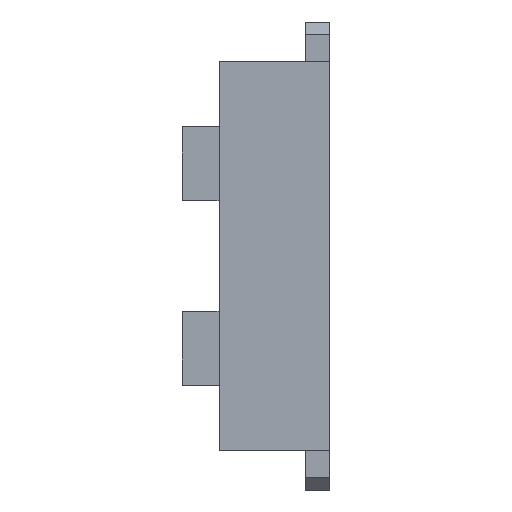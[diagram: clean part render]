
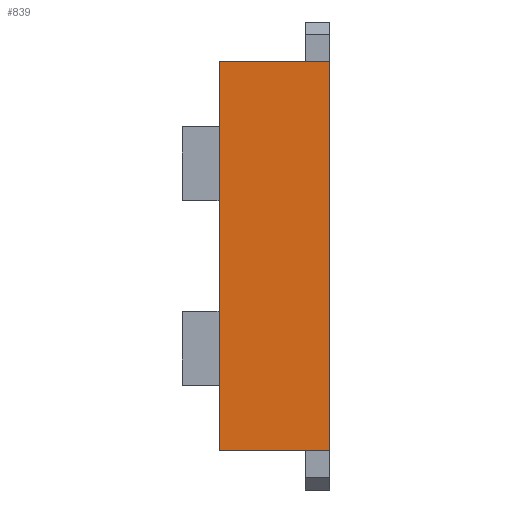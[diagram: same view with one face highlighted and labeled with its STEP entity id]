
A CAD part, left-side view. The second image highlights one B-rep face of the part: STEP entity #839.
In plain terms, the highlighted planar face has unit normal (-1, 0, 0).
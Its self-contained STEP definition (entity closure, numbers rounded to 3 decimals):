
#116 = ORIENTED_EDGE ( 'NONE', *, *, #2651, .T. ) ;
#136 = CARTESIAN_POINT ( 'NONE',  ( -12.662, 9., -15.8 ) ) ;
#195 = EDGE_CURVE ( 'NONE', #558, #1451, #2068, .T. ) ;
#404 = DIRECTION ( 'NONE',  ( 0., 0., 1. ) ) ;
#413 = DIRECTION ( 'NONE',  ( 0., -1., 0. ) ) ;
#558 = VERTEX_POINT ( 'NONE', #1089 ) ;
#578 = CARTESIAN_POINT ( 'NONE',  ( -12.662, 9., -15.8 ) ) ;
#591 = ORIENTED_EDGE ( 'NONE', *, *, #2493, .F. ) ;
#708 = LINE ( 'NONE', #136, #2805 ) ;
#839 = ADVANCED_FACE ( 'NONE', ( #3163 ), #1756, .T. ) ;
#938 = ORIENTED_EDGE ( 'NONE', *, *, #2041, .T. ) ;
#942 = CARTESIAN_POINT ( 'NONE',  ( -12.662, 9., 15.8 ) ) ;
#946 = CARTESIAN_POINT ( 'NONE',  ( -12.662, 9., 15.8 ) ) ;
#1089 = CARTESIAN_POINT ( 'NONE',  ( -12.662, 0., 15.8 ) ) ;
#1092 = CARTESIAN_POINT ( 'NONE',  ( -12.662, 9., 15.8 ) ) ;
#1114 = DIRECTION ( 'NONE',  ( 0., -1., 0. ) ) ;
#1168 = VERTEX_POINT ( 'NONE', #578 ) ;
#1451 = VERTEX_POINT ( 'NONE', #2963 ) ;
#1568 = VECTOR ( 'NONE', #2898, 1000. ) ;
#1732 = ORIENTED_EDGE ( 'NONE', *, *, #195, .F. ) ;
#1756 = PLANE ( 'NONE',  #1920 ) ;
#1920 = AXIS2_PLACEMENT_3D ( 'NONE', #942, #2072, #404 ) ;
#2041 = EDGE_CURVE ( 'NONE', #2878, #1168, #3149, .T. ) ;
#2068 = LINE ( 'NONE', #3214, #3330 ) ;
#2072 = DIRECTION ( 'NONE',  ( -1., 0., 0. ) ) ;
#2257 = EDGE_LOOP ( 'NONE', ( #1732, #591, #938, #116 ) ) ;
#2493 = EDGE_CURVE ( 'NONE', #2878, #558, #3053, .T. ) ;
#2651 = EDGE_CURVE ( 'NONE', #1168, #1451, #708, .T. ) ;
#2805 = VECTOR ( 'NONE', #413, 1000. ) ;
#2878 = VERTEX_POINT ( 'NONE', #3266 ) ;
#2898 = DIRECTION ( 'NONE',  ( 0., 0., -1. ) ) ;
#2919 = VECTOR ( 'NONE', #1114, 1000. ) ;
#2963 = CARTESIAN_POINT ( 'NONE',  ( -12.662, 0., -15.8 ) ) ;
#3053 = LINE ( 'NONE', #1092, #2919 ) ;
#3149 = LINE ( 'NONE', #946, #1568 ) ;
#3163 = FACE_OUTER_BOUND ( 'NONE', #2257, .T. ) ;
#3214 = CARTESIAN_POINT ( 'NONE',  ( -12.662, 0., 15.8 ) ) ;
#3266 = CARTESIAN_POINT ( 'NONE',  ( -12.662, 9., 15.8 ) ) ;
#3330 = VECTOR ( 'NONE', #3514, 1000. ) ;
#3514 = DIRECTION ( 'NONE',  ( 0., 0., -1. ) ) ;
